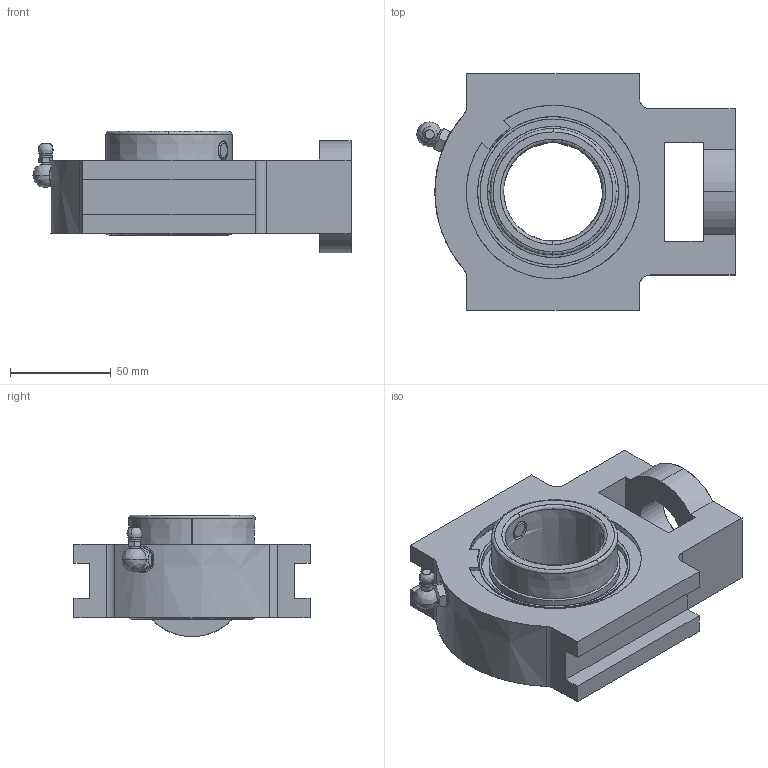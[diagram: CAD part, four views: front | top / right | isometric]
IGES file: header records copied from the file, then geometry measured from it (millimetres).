
Start section: SolidWorks IGES file using analytic representation for surfaces
Global section: file name: STDEFAU08121613319921.igs; native system: SolidWorks 2017; preprocessor: SolidWorks 2017; author: partstream; date: 170812.161334; units: millimetre
Bounding box: 158.1 x 117.47 x 60.32 mm (x, y, z)
Surface area: 69612 mm2 (no closed solid volume)
Topology: 0 solids, 0 shells, 167 faces, 2928 edges, 2926 vertices
Faces by surface type: bspline 84, revolution 83
